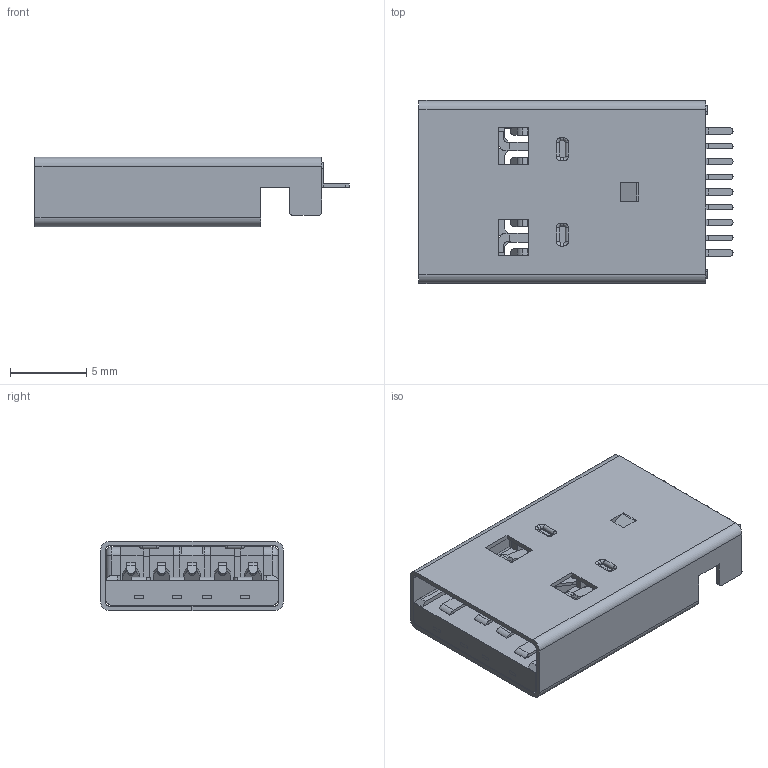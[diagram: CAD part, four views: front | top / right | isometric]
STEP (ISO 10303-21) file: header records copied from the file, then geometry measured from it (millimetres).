
FILE_DESCRIPTION (( 'STEP AP203' ), '1' );
FILE_NAME ('50-00469_revA.STEP', '2017-06-21T23:51:34', ( '' ), ( '' ), 'SwSTEP 2.0', 'SolidWorks 2015', '' );
FILE_SCHEMA (( 'CONFIG_CONTROL_DESIGN' ));
Length unit declared in the file: millimetre
Products named in the file (7): 50-00469_insulator; 50-00469_pin5; 50-00469_shell; 50-00469_pin2; 50-00469_pin4; 50-00469_revA; 50-00469_pin1
Assembly tree (11 placements, depth 2):
  50-00469_revA
    50-00469_insulator
    50-00469_shell
    50-00469_pin1
    50-00469_pin5  x5
    50-00469_pin4
    50-00469_pin2  x2
Bounding box: 20.6 x 12 x 4.55 mm (x, y, z)
Volume: 315.8 mm3; surface area: 2357.8 mm2
Topology: 19 solids, 20 shells, 1230 faces, 3558 edges, 2286 vertices
Faces by surface type: plane 810, cylinder 327, torus 60, bspline 25, sphere 8
Entity records: 31650 total; most frequent: CARTESIAN_POINT 5566, ORIENTED_EDGE 5450, DIRECTION 5119, EDGE_CURVE 2725, VECTOR 2161, LINE 2161, VERTEX_POINT 1750, AXIS2_PLACEMENT_3D 1479
